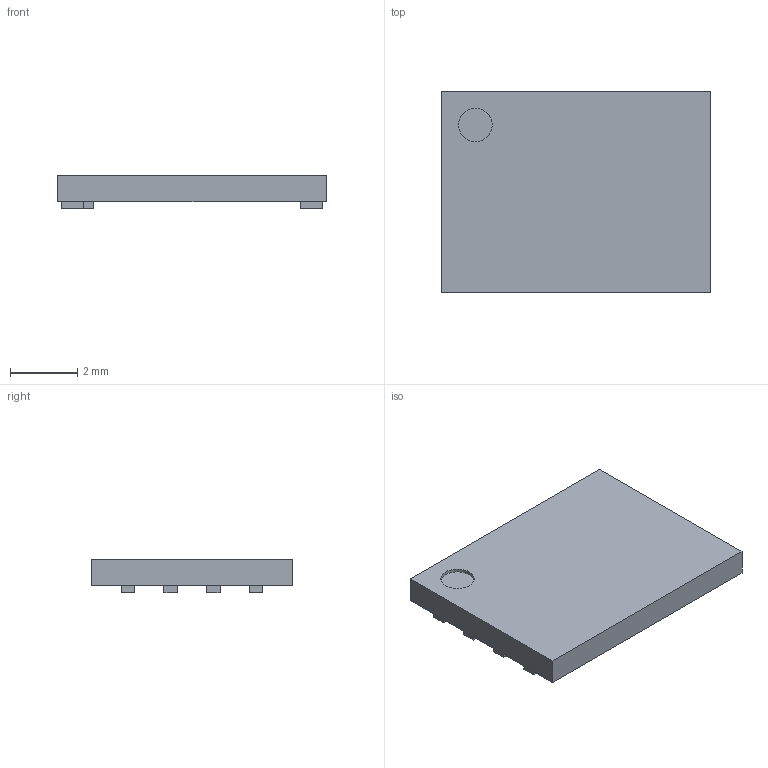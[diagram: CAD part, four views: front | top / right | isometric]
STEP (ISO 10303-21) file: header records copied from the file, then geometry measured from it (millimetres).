
FILE_DESCRIPTION((''),'2;1');
FILE_NAME('ATMEL_8CN3-CASON.stp','2012-04-25T14:07:37',(''),(''),'Mechanical Desktop 2011','Mechanical Desktop 2011',', , ');
FILE_SCHEMA(('AUTOMOTIVE_DESIGN { 1 2 10303 214 1 1 1 1 }'));
Length unit declared in the file: millimetre
Products named in the file (1): Product
Bounding box: 8 x 6 x 1 mm (x, y, z)
Volume: 38.3 mm3; surface area: 126.8 mm2
Topology: 9 solids, 9 shells, 57 faces, 114 edges, 76 vertices
Faces by surface type: plane 55, cylinder 2
Entity records: 1496 total; most frequent: CARTESIAN_POINT 248, DIRECTION 234, ORIENTED_EDGE 228, EDGE_CURVE 114, VECTOR 110, LINE 110, VERTEX_POINT 76, AXIS2_PLACEMENT_3D 62
